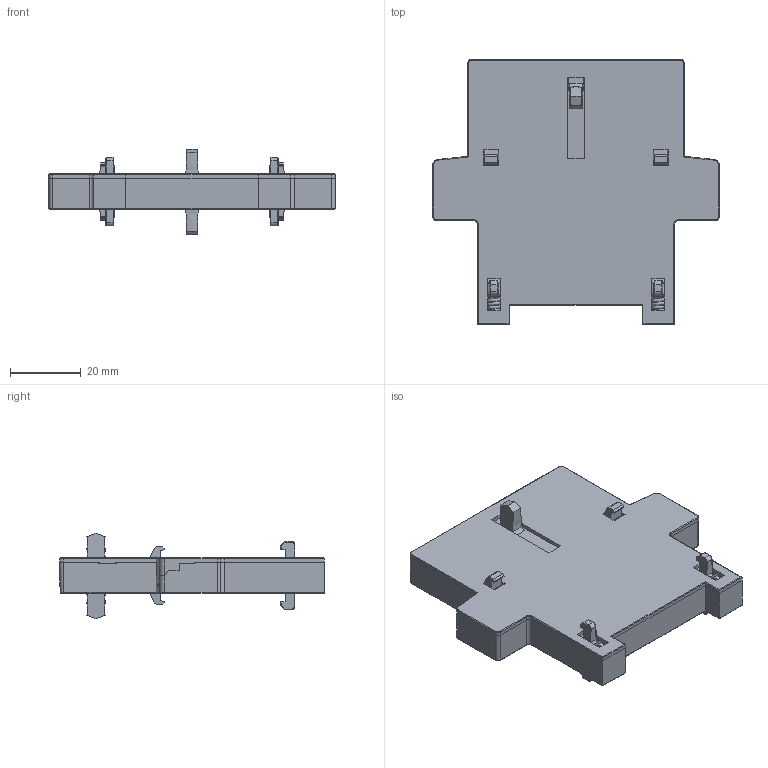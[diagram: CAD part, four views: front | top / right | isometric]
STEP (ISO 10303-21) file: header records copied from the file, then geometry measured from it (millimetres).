
FILE_DESCRIPTION(/* description */ (''),/* implementation_level */ '2;1');
FILE_NAME(/* name */ 'BFX5400...stp',/* time_stamp */ '2020-01-08T15:49:49+01:00',/* author */ (''),/* organization */ (''),/* preprocessor_version */ 'ST-DEVELOPER v16',/* originating_system */ 'SIEMENS PLM Software NX 10.0',/* authorisation */ '');
FILE_SCHEMA (('AP203_CONFIGURATION_CONTROLLED_3D_DESIGN_OF_MECHANICAL_PARTS_AND_ASSEMBLIES_MIM_LF { 1 0 10303 403 2 1 2}'));
Length unit declared in the file: millimetre
Products named in the file (1): Ferr2A2CDB70sgrn
Bounding box: 81 x 75 x 24.2 mm (x, y, z)
Surface area: 19364.7 mm2 (no closed solid volume)
Topology: 0 solids, 28 shells, 382 faces, 1446 edges, 1078 vertices
Faces by surface type: plane 210, cylinder 120, bspline 24, torus 18, cone 10
Full cylindrical faces by diameter (mm): 4.9 x2
Entity records: 18083 total; most frequent: CARTESIAN_POINT 5975, DIRECTION 2419, ORIENTED_EDGE 2221, EDGE_CURVE 1438, VERTEX_POINT 1075, LINE 1017, VECTOR 1017, AXIS2_PLACEMENT_3D 701
